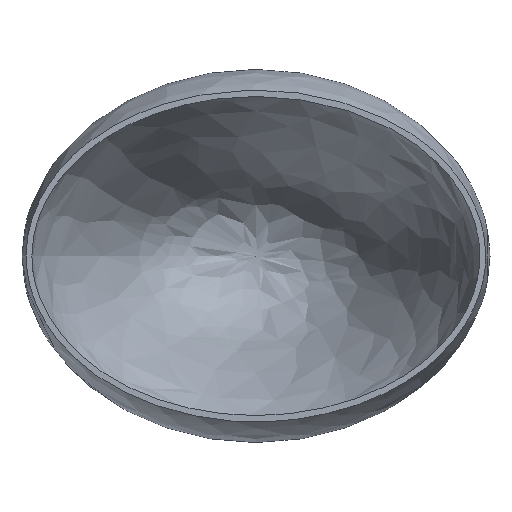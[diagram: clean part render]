
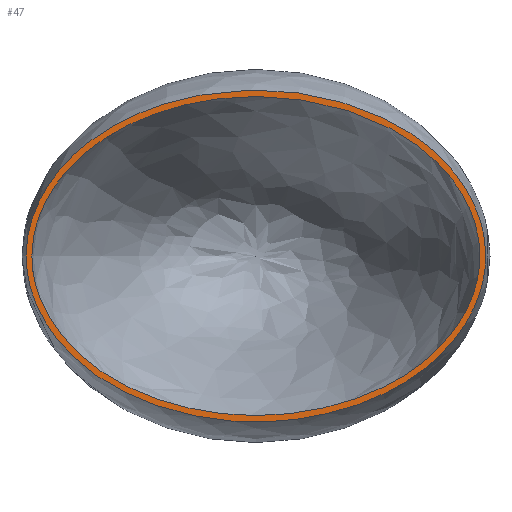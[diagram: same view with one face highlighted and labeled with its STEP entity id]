
A CAD part, left-side view. The second image highlights one B-rep face of the part: STEP entity #47.
In plain terms, the highlighted planar face has unit normal (-1, 0, 0).
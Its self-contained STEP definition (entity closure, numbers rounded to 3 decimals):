
#15=FACE_BOUND('',#22,.T.);
#16=PLANE('',#63);
#18=FACE_OUTER_BOUND('',#21,.T.);
#21=EDGE_LOOP('',(#39));
#22=EDGE_LOOP('',(#40));
#24=B_SPLINE_CURVE_WITH_KNOTS('',3,(#358,#359,#360,#361,#362,#363,#364,
#365,#366,#367,#368,#369,#370,#371,#372,#373,#374,#375,#376,#377,#378,#379,
#380,#381,#382,#383,#384,#385,#386,#387,#388,#389,#390,#391,#392,#393,#394,
#395,#396),.UNSPECIFIED.,.T.,.F.,(4,2,3,2,2,2,2,2,2,2,2,2,2,2,2,2,2,2,4),
(12.266,12.919,13.638,14.345,14.986,
15.633,16.131,16.558,16.95,17.355,
17.916,18.618,19.593,21.099,22.712,
24.014,25.042,25.871,25.903),
 .UNSPECIFIED.);
#26=B_SPLINE_CURVE_WITH_KNOTS('',3,(#416,#417,#418,#419,#420,#421,#422,
#423,#424,#425,#426,#427,#428,#429,#430,#431,#432,#433,#434,#435,#436,#437,
#438,#439,#440,#441,#442,#443,#444,#445,#446,#447,#448,#449,#450,#451,#452,
#453,#454),.UNSPECIFIED.,.T.,.F.,(4,2,3,2,2,2,2,2,2,2,2,2,2,2,2,2,2,2,4),
(-1.497,-0.958,0.,0.967,1.849,
2.937,3.715,4.484,5.28,5.951,
6.768,7.908,9.66,12.706,16.009,
18.393,20.12,21.523,21.986),
 .UNSPECIFIED.);
#28=VERTEX_POINT('',#357);
#30=VERTEX_POINT('',#415);
#32=EDGE_CURVE('',#28,#28,#24,.T.);
#34=EDGE_CURVE('',#30,#30,#26,.T.);
#39=ORIENTED_EDGE('',*,*,#34,.F.);
#40=ORIENTED_EDGE('',*,*,#32,.T.);
#47=ADVANCED_FACE('',(#18,#15),#16,.F.);
#63=AXIS2_PLACEMENT_3D('',#414,#66,#67);
#66=DIRECTION('center_axis',(1.,0.,0.));
#67=DIRECTION('ref_axis',(0.,0.,-1.));
#357=CARTESIAN_POINT('',(-15.,39.021,0.));
#358=CARTESIAN_POINT('Ctrl Pts',(-15.,39.021,0.));
#359=CARTESIAN_POINT('Ctrl Pts',(-15.,39.021,2.149));
#360=CARTESIAN_POINT('Ctrl Pts',(-15.,38.649,4.283));
#361=CARTESIAN_POINT('Ctrl Pts',(-15.,37.195,8.611));
#362=CARTESIAN_POINT('Ctrl Pts',(-15.,36.063,10.742));
#363=CARTESIAN_POINT('Ctrl Pts',(-15.,34.667,12.688));
#364=CARTESIAN_POINT('Ctrl Pts',(-15.,33.292,14.604));
#365=CARTESIAN_POINT('Ctrl Pts',(-15.,30.905,17.461));
#366=CARTESIAN_POINT('Ctrl Pts',(-15.,22.889,22.799));
#367=CARTESIAN_POINT('Ctrl Pts',(-15.,18.295,24.795));
#368=CARTESIAN_POINT('Ctrl Pts',(-15.,8.215,27.409));
#369=CARTESIAN_POINT('Ctrl Pts',(-15.,1.24,28.429));
#370=CARTESIAN_POINT('Ctrl Pts',(-15.,-13.452,26.454));
#371=CARTESIAN_POINT('Ctrl Pts',(-15.,-19.616,24.449));
#372=CARTESIAN_POINT('Ctrl Pts',(-15.,-29.125,18.937));
#373=CARTESIAN_POINT('Ctrl Pts',(-15.,-32.095,16.065));
#374=CARTESIAN_POINT('Ctrl Pts',(-15.,-36.045,10.913));
#375=CARTESIAN_POINT('Ctrl Pts',(-15.,-37.528,8.109));
#376=CARTESIAN_POINT('Ctrl Pts',(-15.,-39.181,1.928));
#377=CARTESIAN_POINT('Ctrl Pts',(-15.,-39.097,-0.713));
#378=CARTESIAN_POINT('Ctrl Pts',(-15.,-38.496,-5.14));
#379=CARTESIAN_POINT('Ctrl Pts',(-15.,-37.636,-7.636));
#380=CARTESIAN_POINT('Ctrl Pts',(-15.,-34.802,-12.869));
#381=CARTESIAN_POINT('Ctrl Pts',(-15.,-32.631,-15.471));
#382=CARTESIAN_POINT('Ctrl Pts',(-15.,-26.548,-20.76));
#383=CARTESIAN_POINT('Ctrl Pts',(-15.,-22.524,-22.87));
#384=CARTESIAN_POINT('Ctrl Pts',(-15.,-13.002,-26.572));
#385=CARTESIAN_POINT('Ctrl Pts',(-15.,-6.564,-27.761));
#386=CARTESIAN_POINT('Ctrl Pts',(-15.,6.561,-27.819));
#387=CARTESIAN_POINT('Ctrl Pts',(-15.,13.291,-26.514));
#388=CARTESIAN_POINT('Ctrl Pts',(-15.,23.865,-22.301));
#389=CARTESIAN_POINT('Ctrl Pts',(-15.,27.924,-19.823));
#390=CARTESIAN_POINT('Ctrl Pts',(-15.,33.886,-14.081));
#391=CARTESIAN_POINT('Ctrl Pts',(-15.,35.927,-11.208));
#392=CARTESIAN_POINT('Ctrl Pts',(-15.,38.332,-5.691));
#393=CARTESIAN_POINT('Ctrl Pts',(-15.,38.971,-3.048));
#394=CARTESIAN_POINT('Ctrl Pts',(-15.,39.02,-0.213));
#395=CARTESIAN_POINT('Ctrl Pts',(-15.,39.021,-0.107));
#396=CARTESIAN_POINT('Ctrl Pts',(-15.,39.021,0.));
#414=CARTESIAN_POINT('Origin',(-15.,-2.225,0.));
#415=CARTESIAN_POINT('',(-15.,40.039,0.));
#416=CARTESIAN_POINT('Ctrl Pts',(-15.,40.039,0.));
#417=CARTESIAN_POINT('Ctrl Pts',(-15.,40.039,1.427));
#418=CARTESIAN_POINT('Ctrl Pts',(-15.,39.884,3.059));
#419=CARTESIAN_POINT('Ctrl Pts',(-15.,38.68,8.032));
#420=CARTESIAN_POINT('Ctrl Pts',(-15.,37.216,10.958));
#421=CARTESIAN_POINT('Ctrl Pts',(-15.,35.333,13.538));
#422=CARTESIAN_POINT('Ctrl Pts',(-15.,33.433,16.141));
#423=CARTESIAN_POINT('Ctrl Pts',(-15.,30.647,19.05));
#424=CARTESIAN_POINT('Ctrl Pts',(-15.,22.624,24.121));
#425=CARTESIAN_POINT('Ctrl Pts',(-15.,18.357,25.866));
#426=CARTESIAN_POINT('Ctrl Pts',(-15.,8.83,28.463));
#427=CARTESIAN_POINT('Ctrl Pts',(-15.,1.576,29.554));
#428=CARTESIAN_POINT('Ctrl Pts',(-15.,-12.842,27.702));
#429=CARTESIAN_POINT('Ctrl Pts',(-15.,-18.532,25.95));
#430=CARTESIAN_POINT('Ctrl Pts',(-15.,-28.151,21.));
#431=CARTESIAN_POINT('Ctrl Pts',(-15.,-31.225,18.3));
#432=CARTESIAN_POINT('Ctrl Pts',(-15.,-35.528,13.573));
#433=CARTESIAN_POINT('Ctrl Pts',(-15.,-37.295,10.853));
#434=CARTESIAN_POINT('Ctrl Pts',(-15.,-39.452,5.456));
#435=CARTESIAN_POINT('Ctrl Pts',(-15.,-39.997,2.885));
#436=CARTESIAN_POINT('Ctrl Pts',(-15.,-40.084,-2.843));
#437=CARTESIAN_POINT('Ctrl Pts',(-15.,-39.388,-5.612));
#438=CARTESIAN_POINT('Ctrl Pts',(-15.,-37.201,-11.097));
#439=CARTESIAN_POINT('Ctrl Pts',(-15.,-35.201,-14.091));
#440=CARTESIAN_POINT('Ctrl Pts',(-15.,-28.666,-20.799));
#441=CARTESIAN_POINT('Ctrl Pts',(-15.,-24.208,-23.197));
#442=CARTESIAN_POINT('Ctrl Pts',(-15.,-14.771,-27.298));
#443=CARTESIAN_POINT('Ctrl Pts',(-15.,-7.936,-28.752));
#444=CARTESIAN_POINT('Ctrl Pts',(-15.,6.192,-29.062));
#445=CARTESIAN_POINT('Ctrl Pts',(-15.,12.803,-27.69));
#446=CARTESIAN_POINT('Ctrl Pts',(-15.,21.972,-24.342));
#447=CARTESIAN_POINT('Ctrl Pts',(-15.,26.281,-22.227));
#448=CARTESIAN_POINT('Ctrl Pts',(-15.,32.878,-16.759));
#449=CARTESIAN_POINT('Ctrl Pts',(-15.,35.237,-14.046));
#450=CARTESIAN_POINT('Ctrl Pts',(-15.,38.374,-8.557));
#451=CARTESIAN_POINT('Ctrl Pts',(-15.,39.347,-5.919));
#452=CARTESIAN_POINT('Ctrl Pts',(-15.,39.925,-2.304));
#453=CARTESIAN_POINT('Ctrl Pts',(-15.,40.039,-1.227));
#454=CARTESIAN_POINT('Ctrl Pts',(-15.,40.039,0.));
